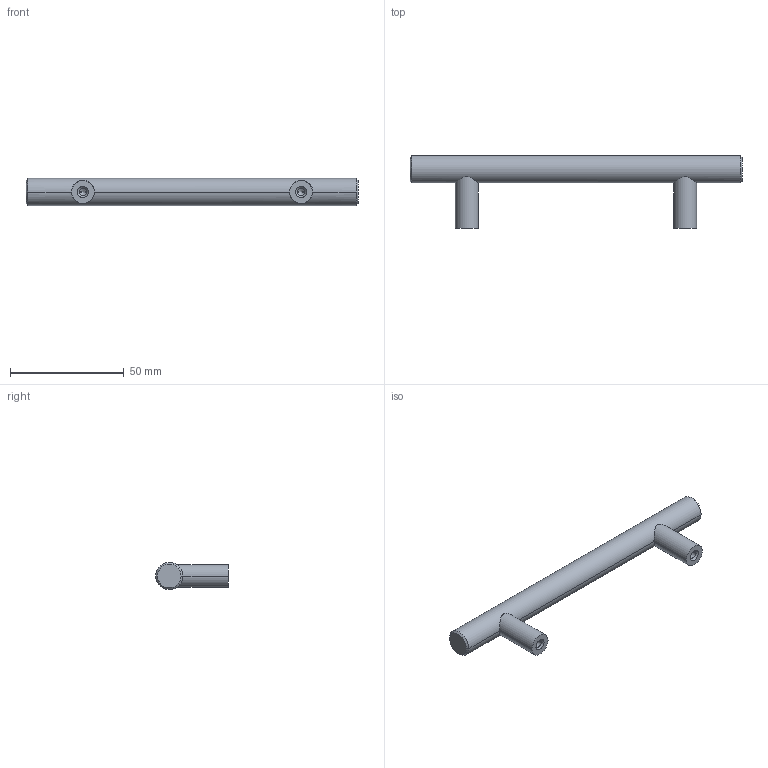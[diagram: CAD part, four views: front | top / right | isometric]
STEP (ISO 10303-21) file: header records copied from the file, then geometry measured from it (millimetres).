
FILE_DESCRIPTION(('Creo Elements/Direct Modeling STEP Export'),'2;1');
FILE_NAME('2660-146.stp','2024-09-20T 8:54:12',(''),(''),'Creo Elements/Direct Modeling STEP processor for AP214 (Solid Model)','Creo Elements/Direct Modeling 20.0 12-Nov-2016 (C) Parametric Technology GmbH','');
FILE_SCHEMA(('AUTOMOTIVE_DESIGN { 1 0 10303 214 1 1 1 1 }'));
Length unit declared in the file: millimetre
Products named in the file (3): Griffstange; Sockel; NI-12297
Assembly tree (3 placements, depth 2):
  NI-12297
    Sockel  x2
    Griffstange
Bounding box: 146 x 32 x 12 mm (x, y, z)
Volume: 19484.7 mm3; surface area: 8265.8 mm2
Topology: 3 solids, 3 shells, 62 faces, 140 edges, 84 vertices
Faces by surface type: cylinder 30, cone 20, plane 12
Entity records: 2233 total; most frequent: CARTESIAN_POINT 1195, ORIENTED_EDGE 190, DIRECTION 182, EDGE_CURVE 95, AXIS2_PLACEMENT_3D 73, VERTEX_POINT 60, EDGE_LOOP 49, FACE_OUTER_BOUND 44
